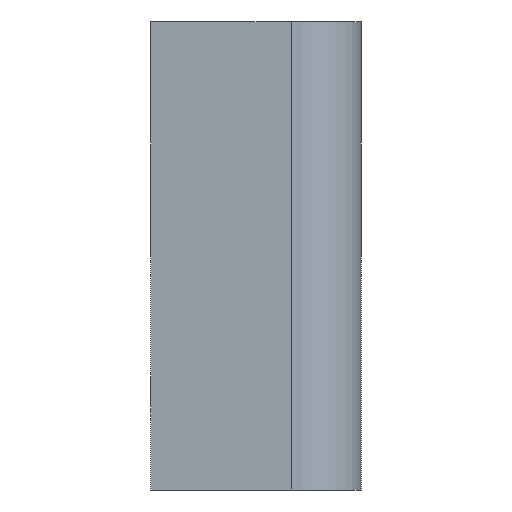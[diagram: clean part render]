
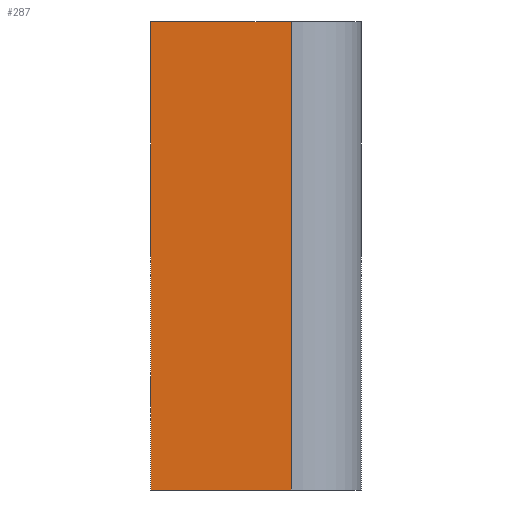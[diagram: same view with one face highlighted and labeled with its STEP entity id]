
A CAD part, left-side view. The second image highlights one B-rep face of the part: STEP entity #287.
In plain terms, the highlighted planar face has unit normal (-1, 0, 0).
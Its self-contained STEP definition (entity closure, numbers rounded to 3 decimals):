
#267=AXIS2_PLACEMENT_3D('Plane Axis2P3D',#264,#265,#266) ;
#50=CARTESIAN_POINT('Vertex',(-30.,15.,-25.)) ;
#53=CARTESIAN_POINT('Line Origine',(-30.,15.,0.)) ;
#57=CARTESIAN_POINT('Vertex',(-30.,15.,25.)) ;
#224=CARTESIAN_POINT('Vertex',(-30.,0.,25.)) ;
#232=CARTESIAN_POINT('Line Origine',(-30.,7.5,25.)) ;
#264=CARTESIAN_POINT('Axis2P3D Location',(-30.,15.,0.)) ;
#269=CARTESIAN_POINT('Line Origine',(-30.,7.5,-25.)) ;
#273=CARTESIAN_POINT('Vertex',(-30.,0.,-25.)) ;
#276=CARTESIAN_POINT('Line Origine',(-30.,0.,0.)) ;
#54=DIRECTION('Vector Direction',(0.,0.,1.)) ;
#233=DIRECTION('Vector Direction',(0.,-1.,0.)) ;
#265=DIRECTION('Axis2P3D Direction',(-1.,0.,0.)) ;
#266=DIRECTION('Axis2P3D XDirection',(0.,-1.,0.)) ;
#270=DIRECTION('Vector Direction',(0.,-1.,0.)) ;
#277=DIRECTION('Vector Direction',(0.,0.,1.)) ;
#55=VECTOR('Line Direction',#54,1.) ;
#234=VECTOR('Line Direction',#233,1.) ;
#271=VECTOR('Line Direction',#270,1.) ;
#278=VECTOR('Line Direction',#277,1.) ;
#282=ORIENTED_EDGE('',*,*,#59,.F.) ;
#283=ORIENTED_EDGE('',*,*,#275,.T.) ;
#284=ORIENTED_EDGE('',*,*,#280,.T.) ;
#285=ORIENTED_EDGE('',*,*,#236,.F.) ;
#287=ADVANCED_FACE('',(#286),#268,.T.) ;
#59=EDGE_CURVE('',#51,#58,#56,.T.) ;
#236=EDGE_CURVE('',#58,#225,#235,.T.) ;
#275=EDGE_CURVE('',#51,#274,#272,.T.) ;
#280=EDGE_CURVE('',#274,#225,#279,.T.) ;
#281=EDGE_LOOP('',(#282,#283,#284,#285)) ;
#286=FACE_OUTER_BOUND('',#281,.T.) ;
#56=LINE('Line',#53,#55) ;
#235=LINE('Line',#232,#234) ;
#272=LINE('Line',#269,#271) ;
#279=LINE('Line',#276,#278) ;
#268=PLANE('Plane',#267) ;
#51=VERTEX_POINT('',#50) ;
#58=VERTEX_POINT('',#57) ;
#225=VERTEX_POINT('',#224) ;
#274=VERTEX_POINT('',#273) ;
